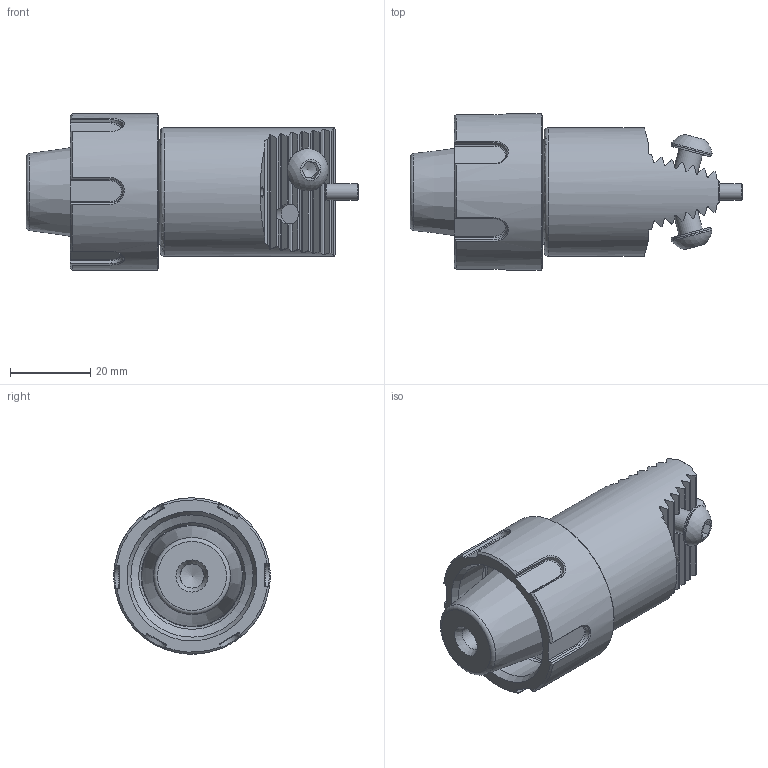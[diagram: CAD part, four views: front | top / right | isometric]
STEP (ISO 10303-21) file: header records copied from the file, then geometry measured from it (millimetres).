
FILE_DESCRIPTION (( 'STEP AP214' ), '1' );
FILE_NAME ('E25.Z32.K23.065.STEP', '2020-08-13T14:35:03', ( '' ), ( '' ), 'SwSTEP 2.0', 'SolidWorks 2017', '' );
FILE_SCHEMA (( 'AUTOMOTIVE_DESIGN' ));
Length unit declared in the file: millimetre
Products named in the file (8): Sprengring_15.07.2011_003_Sprengring ›25; Z32-ER1.003.016_A_gespannt; E25-Z32.K23.065_B; MSX-ER1.XXX.XXX_A_Mutter Spannzangenkegel E25; Z32-ER1.001.016; Z20-ER2.001.013_A; Z32-ER1.002.016_A; E25.Z32.K23.065
Assembly tree (8 placements, depth 3):
  E25.Z32.K23.065
    E25-Z32.K23.065_B
    Z32-ER1.001.016  x2
      Z32-ER1.002.016_A
      Z32-ER1.003.016_A_gespannt
    Z20-ER2.001.013_A
    Sprengring_15.07.2011_003_Sprengring ›25
    MSX-ER1.XXX.XXX_A_Mutter Spannzangenkegel E25
Bounding box: 82.8 x 39 x 39 mm (x, y, z)
Volume: 51490.3 mm3; surface area: 18445.8 mm2
Topology: 8 solids, 8 shells, 317 faces, 808 edges, 510 vertices
Faces by surface type: plane 177, cylinder 76, cone 40, torus 16, bspline 6, sphere 2
Full cylindrical faces by diameter (mm): 2 x1, 2.2 x1, 2.5 x9, 3 x1, 4 x1, 5 x2, 6 x3, 6.4 x2, 6.8 x2, 10.2 x2, 10.5 x2, 23 x1, 25 x2, 25.4 x2, 29.4 x1, 30.5 x1, 32 x1, 33 x1, 39 x1
Entity records: 9391 total; most frequent: CARTESIAN_POINT 2860, ORIENTED_EDGE 1348, DIRECTION 1154, EDGE_CURVE 674, VERTEX_POINT 460, AXIS2_PLACEMENT_3D 454, EDGE_LOOP 370, FACE_OUTER_BOUND 334
